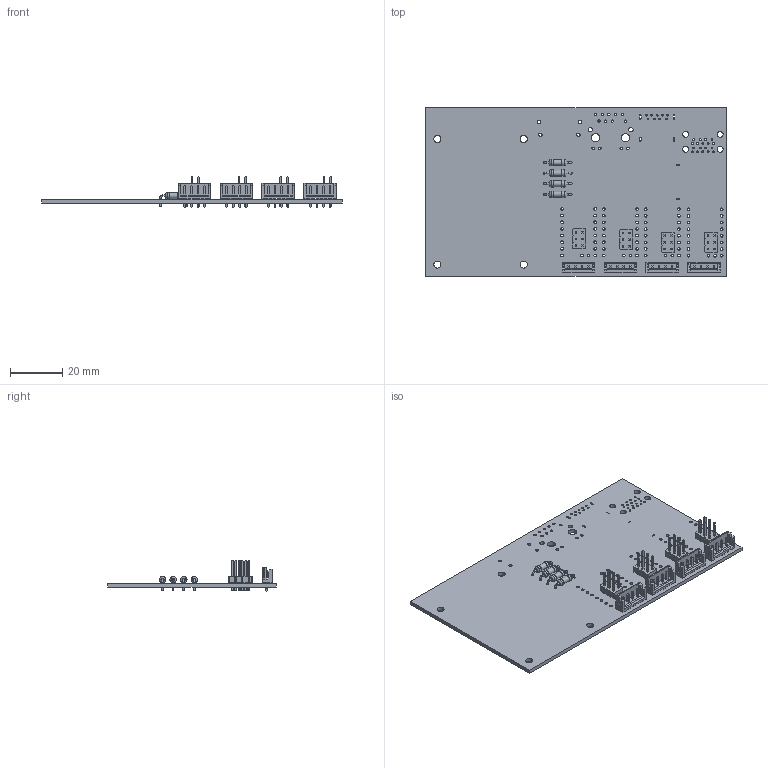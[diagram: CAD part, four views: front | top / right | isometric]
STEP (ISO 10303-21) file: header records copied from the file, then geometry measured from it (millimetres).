
FILE_DESCRIPTION(('KiCad electronic assembly'),'2;1');
FILE_NAME('rpi-cm4-base-carrier.step','2025-03-03T20:01:28',('Pcbnew'),( 'Kicad'),'Open CASCADE STEP processor 7.8','KiCad to STEP converter' ,'Unknown');
FILE_SCHEMA(('AUTOMOTIVE_DESIGN { 1 0 10303 214 1 1 1 1 }'));
Length unit declared in the file: millimetre
Products named in the file (5): rpi-cm4-base-carrier 1; JST_EH_B4B-EH-A_1x04_P2.50mm_Vertical; PinHeader_2x03_P2.54mm_Vertical; R_Axial_DIN0207_L6.3mm_D2.5mm_P10.16mm_Horizontal; rpi-cm4-base-carrier_PCB
Assembly tree (13 placements, depth 2):
  rpi-cm4-base-carrier 1
    JST_EH_B4B-EH-A_1x04_P2.50mm_Vertical  x4
    PinHeader_2x03_P2.54mm_Vertical  x4
    R_Axial_DIN0207_L6.3mm_D2.5mm_P10.16mm_Horizontal  x4
    rpi-cm4-base-carrier_PCB
Bounding box: 115 x 64.5 x 11.74 mm (x, y, z)
Volume: 11990.7 mm3; surface area: 18947.8 mm2
Topology: 13 solids, 13 shells, 1298 faces, 3216 edges, 2040 vertices
Faces by surface type: plane 1066, cylinder 216, torus 16
Full cylindrical faces by diameter (mm): 0.6 x16, 0.7 x27, 0.8 x8, 0.9 x9, 0.95 x16, 1 x100, 1.3 x4, 1.7 x2, 2.25 x4, 2.3 x4, 2.5 x8, 2.7 x4, 3.2 x2
Entity records: 17574 total; most frequent: DIRECTION 2645, CARTESIAN_POINT 2572, ORIENTED_EDGE 2526, EDGE_CURVE 1263, AXIS2_PLACEMENT_3D 889, FACE_BOUND 867, EDGE_LOOP 867, LINE 867
